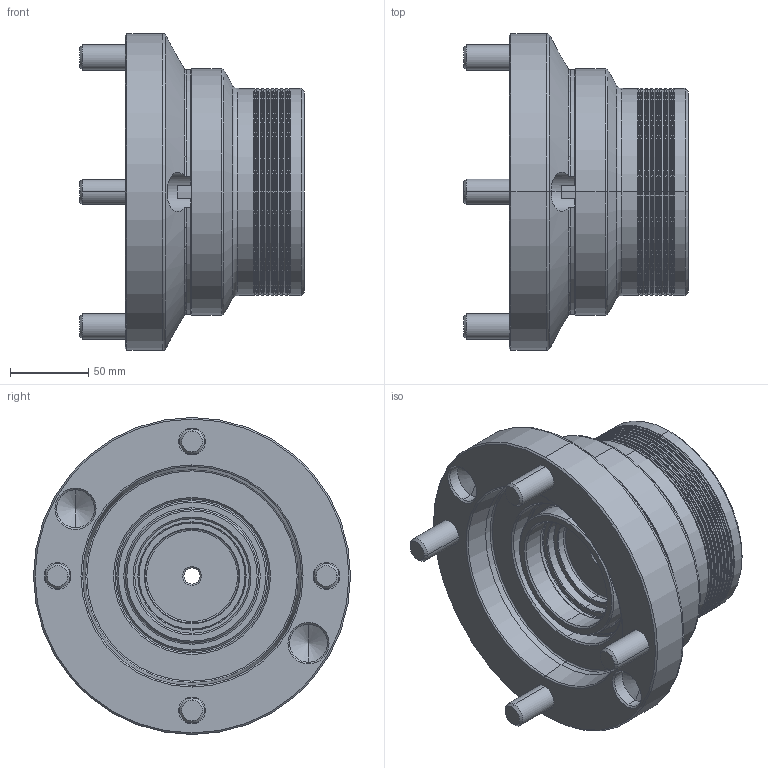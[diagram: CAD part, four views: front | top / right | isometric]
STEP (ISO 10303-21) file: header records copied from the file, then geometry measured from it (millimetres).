
FILE_DESCRIPTION (( 'STEP AP203' ), '1' );
FILE_NAME ('CF-CBD-65A8.STEP', '2020-10-29T08:55:15', ( '' ), ( '' ), 'SwSTEP 2.0', 'SolidWorks 2016', '' );
FILE_SCHEMA (( 'CONFIG_CONTROL_DESIGN' ));
Length unit declared in the file: millimetre
Products named in the file (8): CF-CBD-6517-03010; CF-CBD-6517-05010; 圓頭內六角螺栓_M16x40; CF-CBD-65A8; CF-CBD-6517-01030; CF-CBE-65A8-01010; CF-CBD-6517-02000; CF-CBD-6517-04010
Assembly tree (10 placements, depth 2):
  CF-CBD-65A8
    CF-CBD-6517-01030
    CF-CBE-65A8-01010
    CF-CBD-6517-02000
    CF-CBD-6517-04010
    CF-CBD-6517-03010
    CF-CBD-6517-05010
    圓頭內六角螺栓_M16x40  x4
Bounding box: 143 x 202 x 202 mm (x, y, z)
Volume: 1545477.2 mm3; surface area: 310899.4 mm2
Topology: 10 solids, 10 shells, 421 faces, 912 edges, 532 vertices
Faces by surface type: cone 132, cylinder 118, plane 107, torus 64
Entity records: 10605 total; most frequent: CARTESIAN_POINT 1937, DIRECTION 1848, ORIENTED_EDGE 1480, AXIS2_PLACEMENT_3D 794, EDGE_CURVE 740, CIRCLE 438, VERTEX_POINT 430, EDGE_LOOP 382
